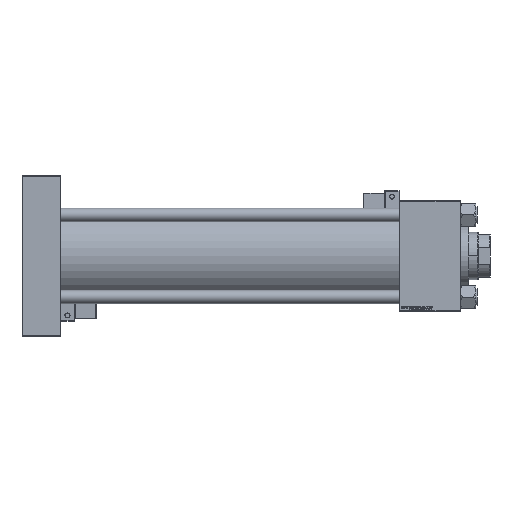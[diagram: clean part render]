
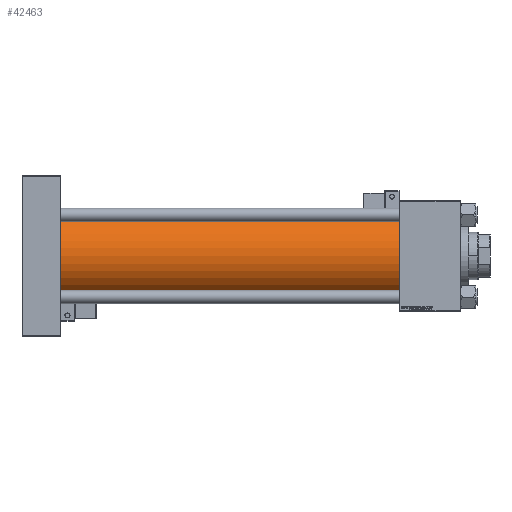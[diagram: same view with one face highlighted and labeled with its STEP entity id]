
A CAD part, front view. The second image highlights one B-rep face of the part: STEP entity #42463.
In plain terms, the highlighted cylindrical face has radius 53 mm (diameter 106 mm), a partial arc.
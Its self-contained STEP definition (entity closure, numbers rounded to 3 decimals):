
#398 = EDGE_CURVE ( 'NONE', #50416, #20287, #12612, .T. ) ;
#762 = EDGE_CURVE ( 'NONE', #29384, #50416, #25658, .T. ) ;
#988 = ORIENTED_EDGE ( 'NONE', *, *, #31353, .F. ) ;
#1108 = AXIS2_PLACEMENT_3D ( 'NONE', #31386, #13968, #9256 ) ;
#1548 = FACE_OUTER_BOUND ( 'NONE', #49854, .T. ) ;
#3541 = EDGE_CURVE ( 'NONE', #29384, #24954, #10038, .T. ) ;
#6486 = VECTOR ( 'NONE', #12384, 1000. ) ;
#9098 = ORIENTED_EDGE ( 'NONE', *, *, #3541, .F. ) ;
#9256 = DIRECTION ( 'NONE',  ( 0., 0., 1. ) ) ;
#10038 = CIRCLE ( 'NONE', #25033, 53. ) ;
#12384 = DIRECTION ( 'NONE',  ( -1., 0., 0. ) ) ;
#12612 = CIRCLE ( 'NONE', #1108, 53. ) ;
#13968 = DIRECTION ( 'NONE',  ( 1., 0., 0. ) ) ;
#14135 = CARTESIAN_POINT ( 'NONE',  ( 446., 0., 53. ) ) ;
#18463 = CARTESIAN_POINT ( 'NONE',  ( 446., 0., 0. ) ) ;
#20287 = VERTEX_POINT ( 'NONE', #25881 ) ;
#22051 = CYLINDRICAL_SURFACE ( 'NONE', #25113, 53. ) ;
#24954 = VERTEX_POINT ( 'NONE', #51750 ) ;
#25033 = AXIS2_PLACEMENT_3D ( 'NONE', #31617, #27461, #39096 ) ;
#25113 = AXIS2_PLACEMENT_3D ( 'NONE', #18463, #31168, #35338 ) ;
#25658 = LINE ( 'NONE', #42556, #6486 ) ;
#25881 = CARTESIAN_POINT ( 'NONE',  ( 45., 0., -53. ) ) ;
#26227 = ORIENTED_EDGE ( 'NONE', *, *, #762, .T. ) ;
#26811 = CARTESIAN_POINT ( 'NONE',  ( 446., 0., -53. ) ) ;
#27461 = DIRECTION ( 'NONE',  ( 1., 0., 0. ) ) ;
#28033 = VECTOR ( 'NONE', #52041, 1000. ) ;
#29384 = VERTEX_POINT ( 'NONE', #14135 ) ;
#31168 = DIRECTION ( 'NONE',  ( -1., 0., 0. ) ) ;
#31353 = EDGE_CURVE ( 'NONE', #24954, #20287, #44008, .T. ) ;
#31386 = CARTESIAN_POINT ( 'NONE',  ( 45., 0., 0. ) ) ;
#31617 = CARTESIAN_POINT ( 'NONE',  ( 446., 0., 0. ) ) ;
#34356 = ORIENTED_EDGE ( 'NONE', *, *, #398, .T. ) ;
#35338 = DIRECTION ( 'NONE',  ( 0., 0., 1. ) ) ;
#39096 = DIRECTION ( 'NONE',  ( 0., 0., -1. ) ) ;
#42463 = ADVANCED_FACE ( 'NONE', ( #1548 ), #22051, .T. ) ;
#42556 = CARTESIAN_POINT ( 'NONE',  ( 446., 0., 53. ) ) ;
#44008 = LINE ( 'NONE', #26811, #28033 ) ;
#49854 = EDGE_LOOP ( 'NONE', ( #988, #9098, #26227, #34356 ) ) ;
#50416 = VERTEX_POINT ( 'NONE', #53946 ) ;
#51750 = CARTESIAN_POINT ( 'NONE',  ( 446., 0., -53. ) ) ;
#52041 = DIRECTION ( 'NONE',  ( -1., 0., 0. ) ) ;
#53946 = CARTESIAN_POINT ( 'NONE',  ( 45., 0., 53. ) ) ;
